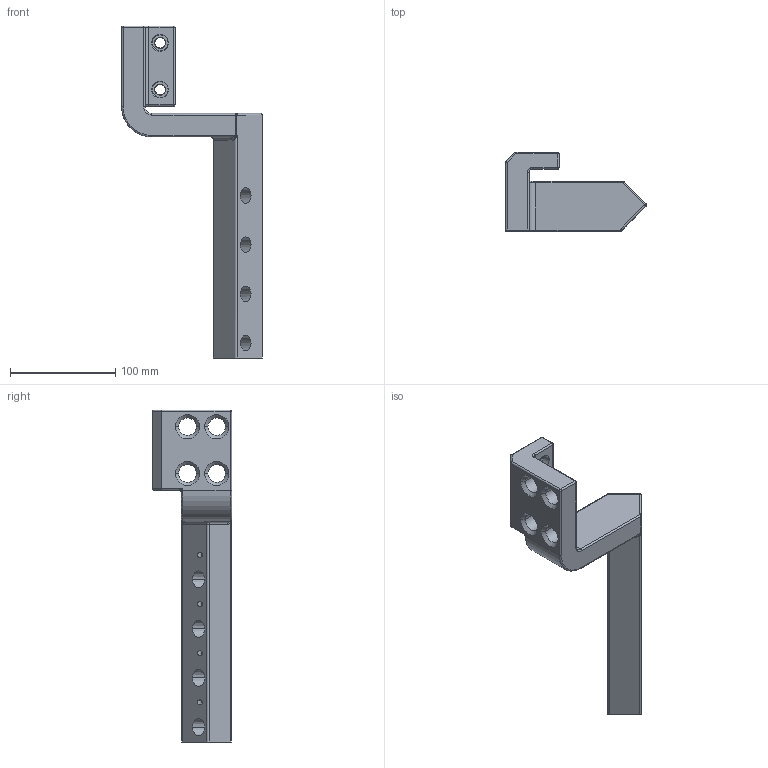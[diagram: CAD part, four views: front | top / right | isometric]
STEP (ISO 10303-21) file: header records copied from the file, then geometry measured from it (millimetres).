
FILE_DESCRIPTION((''),'2;1');
FILE_NAME('SE142C-056','2005-12-02T',('ban'),('ORNL/UT-Battelle'),'PRO/ENGINEER BY PARAMETRIC TECHNOLOGY CORPORATION, 2005310','PRO/ENGINEER BY PARAMETRIC TECHNOLOGY CORPORATION, 2005310','');
FILE_SCHEMA(('CONFIG_CONTROL_DESIGN'));
Length unit declared in the file: inch
Products named in the file (1): SE142C-056
Bounding box: 133.73 x 75.44 x 315.39 mm (x, y, z)
Volume: 474295 mm3; surface area: 80961.9 mm2
Topology: 1 solids, 2 shells, 164 faces, 397 edges, 235 vertices
Faces by surface type: cylinder 60, bspline 32, plane 28, cone 26, sphere 9, torus 9
Entity records: 6206 total; most frequent: CARTESIAN_POINT 2484, ORIENTED_EDGE 782, DIRECTION 742, EDGE_CURVE 393, AXIS2_PLACEMENT_3D 307, VERTEX_POINT 235, EDGE_LOOP 196, CIRCLE 174
